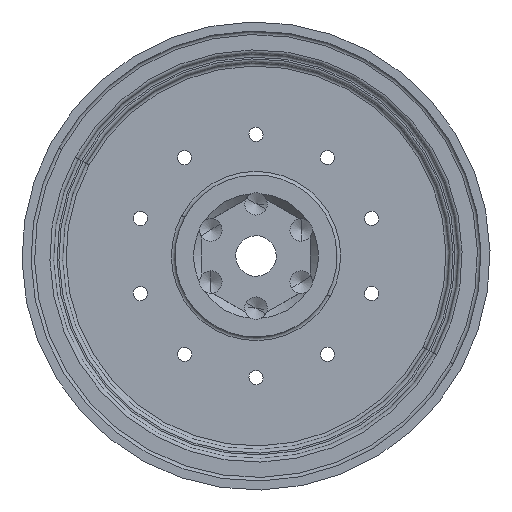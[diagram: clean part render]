
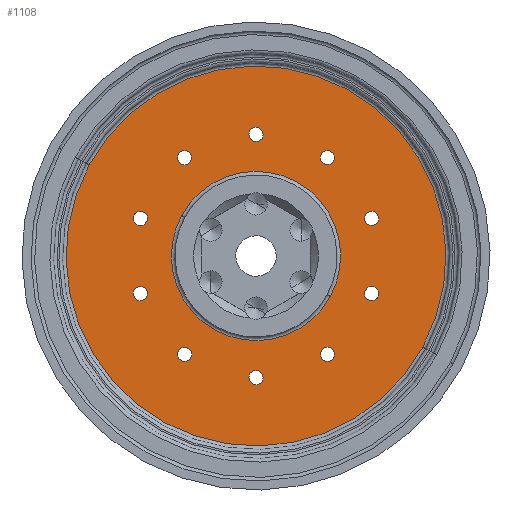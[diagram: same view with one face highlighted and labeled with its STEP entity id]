
A CAD part, left-side view. The second image highlights one B-rep face of the part: STEP entity #1108.
In plain terms, the highlighted planar face has unit normal (-1, 0, 0).
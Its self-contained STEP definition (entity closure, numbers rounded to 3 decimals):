
#867=CARTESIAN_POINT('Vertex',(-6.55,18.517,10.116)) ;
#874=CARTESIAN_POINT('Vertex',(-6.55,-18.517,-10.116)) ;
#877=CARTESIAN_POINT('Axis2P3D Location',(-6.55,0.,0.)) ;
#889=CARTESIAN_POINT('Axis2P3D Location',(-6.55,0.,0.)) ;
#901=CARTESIAN_POINT('Axis2P3D Location',(-6.55,-9.4,0.)) ;
#910=CARTESIAN_POINT('Axis2P3D Location',(-6.55,0.,13.5)) ;
#914=CARTESIAN_POINT('Vertex',(-6.55,0.688,13.124)) ;
#916=CARTESIAN_POINT('Vertex',(-6.55,-0.688,13.876)) ;
#919=CARTESIAN_POINT('Axis2P3D Location',(-6.55,0.,13.5)) ;
#928=CARTESIAN_POINT('Axis2P3D Location',(-6.55,0.,0.)) ;
#932=CARTESIAN_POINT('Vertex',(-6.55,8.249,4.507)) ;
#934=CARTESIAN_POINT('Vertex',(-6.55,-8.249,-4.507)) ;
#937=CARTESIAN_POINT('Axis2P3D Location',(-6.55,0.,0.)) ;
#946=CARTESIAN_POINT('Axis2P3D Location',(-6.55,-7.935,10.922)) ;
#950=CARTESIAN_POINT('Vertex',(-6.55,-8.712,10.821)) ;
#952=CARTESIAN_POINT('Vertex',(-6.55,-7.158,11.022)) ;
#955=CARTESIAN_POINT('Axis2P3D Location',(-6.55,-7.935,10.922)) ;
#964=CARTESIAN_POINT('Axis2P3D Location',(-6.55,-12.839,4.172)) ;
#968=CARTESIAN_POINT('Vertex',(-6.55,-13.409,3.634)) ;
#970=CARTESIAN_POINT('Vertex',(-6.55,-12.27,4.71)) ;
#973=CARTESIAN_POINT('Axis2P3D Location',(-6.55,-12.839,4.172)) ;
#982=CARTESIAN_POINT('Axis2P3D Location',(-6.55,-12.839,-4.172)) ;
#986=CARTESIAN_POINT('Vertex',(-6.55,-12.984,-4.942)) ;
#988=CARTESIAN_POINT('Vertex',(-6.55,-12.694,-3.402)) ;
#991=CARTESIAN_POINT('Axis2P3D Location',(-6.55,-12.839,-4.172)) ;
#1000=CARTESIAN_POINT('Axis2P3D Location',(-6.55,-7.935,-10.922)) ;
#1004=CARTESIAN_POINT('Vertex',(-6.55,-7.6,-11.63)) ;
#1006=CARTESIAN_POINT('Vertex',(-6.55,-8.271,-10.214)) ;
#1009=CARTESIAN_POINT('Axis2P3D Location',(-6.55,-7.935,-10.922)) ;
#1018=CARTESIAN_POINT('Axis2P3D Location',(-6.55,0.,-13.5)) ;
#1022=CARTESIAN_POINT('Vertex',(-6.55,0.688,-13.876)) ;
#1024=CARTESIAN_POINT('Vertex',(-6.55,-0.688,-13.124)) ;
#1027=CARTESIAN_POINT('Axis2P3D Location',(-6.55,0.,-13.5)) ;
#1036=CARTESIAN_POINT('Axis2P3D Location',(-6.55,7.935,-10.922)) ;
#1040=CARTESIAN_POINT('Vertex',(-6.55,8.712,-10.821)) ;
#1042=CARTESIAN_POINT('Vertex',(-6.55,7.158,-11.022)) ;
#1045=CARTESIAN_POINT('Axis2P3D Location',(-6.55,7.935,-10.922)) ;
#1054=CARTESIAN_POINT('Axis2P3D Location',(-6.55,12.839,-4.172)) ;
#1058=CARTESIAN_POINT('Vertex',(-6.55,13.409,-3.634)) ;
#1060=CARTESIAN_POINT('Vertex',(-6.55,12.27,-4.71)) ;
#1063=CARTESIAN_POINT('Axis2P3D Location',(-6.55,12.839,-4.172)) ;
#1072=CARTESIAN_POINT('Axis2P3D Location',(-6.55,12.839,4.172)) ;
#1076=CARTESIAN_POINT('Vertex',(-6.55,12.984,4.942)) ;
#1078=CARTESIAN_POINT('Vertex',(-6.55,12.694,3.402)) ;
#1081=CARTESIAN_POINT('Axis2P3D Location',(-6.55,12.839,4.172)) ;
#1090=CARTESIAN_POINT('Axis2P3D Location',(-6.55,7.935,10.922)) ;
#1094=CARTESIAN_POINT('Vertex',(-6.55,7.6,11.63)) ;
#1096=CARTESIAN_POINT('Vertex',(-6.55,8.271,10.214)) ;
#1099=CARTESIAN_POINT('Axis2P3D Location',(-6.55,7.935,10.922)) ;
#878=DIRECTION('Axis2P3D Direction',(1.,0.,0.)) ;
#890=DIRECTION('Axis2P3D Direction',(1.,0.,0.)) ;
#902=DIRECTION('Axis2P3D Direction',(1.,0.,0.)) ;
#903=DIRECTION('Axis2P3D XDirection',(0.,1.,0.)) ;
#911=DIRECTION('Axis2P3D Direction',(1.,0.,0.)) ;
#920=DIRECTION('Axis2P3D Direction',(1.,0.,0.)) ;
#929=DIRECTION('Axis2P3D Direction',(1.,0.,0.)) ;
#938=DIRECTION('Axis2P3D Direction',(1.,0.,0.)) ;
#947=DIRECTION('Axis2P3D Direction',(1.,0.,0.)) ;
#956=DIRECTION('Axis2P3D Direction',(1.,0.,0.)) ;
#965=DIRECTION('Axis2P3D Direction',(1.,0.,0.)) ;
#974=DIRECTION('Axis2P3D Direction',(1.,0.,0.)) ;
#983=DIRECTION('Axis2P3D Direction',(1.,0.,0.)) ;
#992=DIRECTION('Axis2P3D Direction',(1.,0.,0.)) ;
#1001=DIRECTION('Axis2P3D Direction',(1.,0.,0.)) ;
#1010=DIRECTION('Axis2P3D Direction',(1.,0.,0.)) ;
#1019=DIRECTION('Axis2P3D Direction',(1.,0.,0.)) ;
#1028=DIRECTION('Axis2P3D Direction',(1.,0.,0.)) ;
#1037=DIRECTION('Axis2P3D Direction',(1.,0.,0.)) ;
#1046=DIRECTION('Axis2P3D Direction',(1.,0.,0.)) ;
#1055=DIRECTION('Axis2P3D Direction',(1.,0.,0.)) ;
#1064=DIRECTION('Axis2P3D Direction',(1.,0.,0.)) ;
#1073=DIRECTION('Axis2P3D Direction',(1.,0.,0.)) ;
#1082=DIRECTION('Axis2P3D Direction',(1.,0.,0.)) ;
#1091=DIRECTION('Axis2P3D Direction',(1.,0.,0.)) ;
#1100=DIRECTION('Axis2P3D Direction',(1.,0.,0.)) ;
#879=AXIS2_PLACEMENT_3D('Circle Axis2P3D',#877,#878,$) ;
#891=AXIS2_PLACEMENT_3D('Circle Axis2P3D',#889,#890,$) ;
#904=AXIS2_PLACEMENT_3D('Plane Axis2P3D',#901,#902,#903) ;
#912=AXIS2_PLACEMENT_3D('Circle Axis2P3D',#910,#911,$) ;
#921=AXIS2_PLACEMENT_3D('Circle Axis2P3D',#919,#920,$) ;
#930=AXIS2_PLACEMENT_3D('Circle Axis2P3D',#928,#929,$) ;
#939=AXIS2_PLACEMENT_3D('Circle Axis2P3D',#937,#938,$) ;
#948=AXIS2_PLACEMENT_3D('Circle Axis2P3D',#946,#947,$) ;
#957=AXIS2_PLACEMENT_3D('Circle Axis2P3D',#955,#956,$) ;
#966=AXIS2_PLACEMENT_3D('Circle Axis2P3D',#964,#965,$) ;
#975=AXIS2_PLACEMENT_3D('Circle Axis2P3D',#973,#974,$) ;
#984=AXIS2_PLACEMENT_3D('Circle Axis2P3D',#982,#983,$) ;
#993=AXIS2_PLACEMENT_3D('Circle Axis2P3D',#991,#992,$) ;
#1002=AXIS2_PLACEMENT_3D('Circle Axis2P3D',#1000,#1001,$) ;
#1011=AXIS2_PLACEMENT_3D('Circle Axis2P3D',#1009,#1010,$) ;
#1020=AXIS2_PLACEMENT_3D('Circle Axis2P3D',#1018,#1019,$) ;
#1029=AXIS2_PLACEMENT_3D('Circle Axis2P3D',#1027,#1028,$) ;
#1038=AXIS2_PLACEMENT_3D('Circle Axis2P3D',#1036,#1037,$) ;
#1047=AXIS2_PLACEMENT_3D('Circle Axis2P3D',#1045,#1046,$) ;
#1056=AXIS2_PLACEMENT_3D('Circle Axis2P3D',#1054,#1055,$) ;
#1065=AXIS2_PLACEMENT_3D('Circle Axis2P3D',#1063,#1064,$) ;
#1074=AXIS2_PLACEMENT_3D('Circle Axis2P3D',#1072,#1073,$) ;
#1083=AXIS2_PLACEMENT_3D('Circle Axis2P3D',#1081,#1082,$) ;
#1092=AXIS2_PLACEMENT_3D('Circle Axis2P3D',#1090,#1091,$) ;
#1101=AXIS2_PLACEMENT_3D('Circle Axis2P3D',#1099,#1100,$) ;
#907=ORIENTED_EDGE('',*,*,#881,.F.) ;
#908=ORIENTED_EDGE('',*,*,#893,.F.) ;
#925=ORIENTED_EDGE('',*,*,#918,.T.) ;
#926=ORIENTED_EDGE('',*,*,#923,.T.) ;
#943=ORIENTED_EDGE('',*,*,#936,.T.) ;
#944=ORIENTED_EDGE('',*,*,#941,.T.) ;
#961=ORIENTED_EDGE('',*,*,#954,.T.) ;
#962=ORIENTED_EDGE('',*,*,#959,.T.) ;
#979=ORIENTED_EDGE('',*,*,#972,.T.) ;
#980=ORIENTED_EDGE('',*,*,#977,.T.) ;
#997=ORIENTED_EDGE('',*,*,#990,.T.) ;
#998=ORIENTED_EDGE('',*,*,#995,.T.) ;
#1015=ORIENTED_EDGE('',*,*,#1008,.T.) ;
#1016=ORIENTED_EDGE('',*,*,#1013,.T.) ;
#1033=ORIENTED_EDGE('',*,*,#1026,.T.) ;
#1034=ORIENTED_EDGE('',*,*,#1031,.T.) ;
#1051=ORIENTED_EDGE('',*,*,#1044,.T.) ;
#1052=ORIENTED_EDGE('',*,*,#1049,.T.) ;
#1069=ORIENTED_EDGE('',*,*,#1062,.T.) ;
#1070=ORIENTED_EDGE('',*,*,#1067,.T.) ;
#1087=ORIENTED_EDGE('',*,*,#1080,.T.) ;
#1088=ORIENTED_EDGE('',*,*,#1085,.T.) ;
#1105=ORIENTED_EDGE('',*,*,#1098,.T.) ;
#1106=ORIENTED_EDGE('',*,*,#1103,.T.) ;
#927=FACE_BOUND('',#924,.T.) ;
#945=FACE_BOUND('',#942,.T.) ;
#963=FACE_BOUND('',#960,.T.) ;
#981=FACE_BOUND('',#978,.T.) ;
#999=FACE_BOUND('',#996,.T.) ;
#1017=FACE_BOUND('',#1014,.T.) ;
#1035=FACE_BOUND('',#1032,.T.) ;
#1053=FACE_BOUND('',#1050,.T.) ;
#1071=FACE_BOUND('',#1068,.T.) ;
#1089=FACE_BOUND('',#1086,.T.) ;
#1107=FACE_BOUND('',#1104,.T.) ;
#1108=ADVANCED_FACE('Corps principal',(#909,#927,#945,#963,#981,#999,#1017,#1035,#1053,#1071,#1089,#1107),#905,.F.) ;
#880=CIRCLE('generated circle',#879,21.1) ;
#892=CIRCLE('generated circle',#891,21.1) ;
#913=CIRCLE('generated circle',#912,0.784) ;
#922=CIRCLE('generated circle',#921,0.784) ;
#931=CIRCLE('generated circle',#930,9.4) ;
#940=CIRCLE('generated circle',#939,9.4) ;
#949=CIRCLE('generated circle',#948,0.784) ;
#958=CIRCLE('generated circle',#957,0.784) ;
#967=CIRCLE('generated circle',#966,0.784) ;
#976=CIRCLE('generated circle',#975,0.784) ;
#985=CIRCLE('generated circle',#984,0.784) ;
#994=CIRCLE('generated circle',#993,0.784) ;
#1003=CIRCLE('generated circle',#1002,0.784) ;
#1012=CIRCLE('generated circle',#1011,0.784) ;
#1021=CIRCLE('generated circle',#1020,0.784) ;
#1030=CIRCLE('generated circle',#1029,0.784) ;
#1039=CIRCLE('generated circle',#1038,0.784) ;
#1048=CIRCLE('generated circle',#1047,0.784) ;
#1057=CIRCLE('generated circle',#1056,0.784) ;
#1066=CIRCLE('generated circle',#1065,0.784) ;
#1075=CIRCLE('generated circle',#1074,0.784) ;
#1084=CIRCLE('generated circle',#1083,0.784) ;
#1093=CIRCLE('generated circle',#1092,0.784) ;
#1102=CIRCLE('generated circle',#1101,0.784) ;
#881=EDGE_CURVE('',#875,#868,#880,.T.) ;
#893=EDGE_CURVE('',#868,#875,#892,.T.) ;
#918=EDGE_CURVE('',#915,#917,#913,.T.) ;
#923=EDGE_CURVE('',#917,#915,#922,.T.) ;
#936=EDGE_CURVE('',#933,#935,#931,.T.) ;
#941=EDGE_CURVE('',#935,#933,#940,.T.) ;
#954=EDGE_CURVE('',#951,#953,#949,.T.) ;
#959=EDGE_CURVE('',#953,#951,#958,.T.) ;
#972=EDGE_CURVE('',#969,#971,#967,.T.) ;
#977=EDGE_CURVE('',#971,#969,#976,.T.) ;
#990=EDGE_CURVE('',#987,#989,#985,.T.) ;
#995=EDGE_CURVE('',#989,#987,#994,.T.) ;
#1008=EDGE_CURVE('',#1005,#1007,#1003,.T.) ;
#1013=EDGE_CURVE('',#1007,#1005,#1012,.T.) ;
#1026=EDGE_CURVE('',#1023,#1025,#1021,.T.) ;
#1031=EDGE_CURVE('',#1025,#1023,#1030,.T.) ;
#1044=EDGE_CURVE('',#1041,#1043,#1039,.T.) ;
#1049=EDGE_CURVE('',#1043,#1041,#1048,.T.) ;
#1062=EDGE_CURVE('',#1059,#1061,#1057,.T.) ;
#1067=EDGE_CURVE('',#1061,#1059,#1066,.T.) ;
#1080=EDGE_CURVE('',#1077,#1079,#1075,.T.) ;
#1085=EDGE_CURVE('',#1079,#1077,#1084,.T.) ;
#1098=EDGE_CURVE('',#1095,#1097,#1093,.T.) ;
#1103=EDGE_CURVE('',#1097,#1095,#1102,.T.) ;
#906=EDGE_LOOP('',(#907,#908)) ;
#924=EDGE_LOOP('',(#925,#926)) ;
#942=EDGE_LOOP('',(#943,#944)) ;
#960=EDGE_LOOP('',(#961,#962)) ;
#978=EDGE_LOOP('',(#979,#980)) ;
#996=EDGE_LOOP('',(#997,#998)) ;
#1014=EDGE_LOOP('',(#1015,#1016)) ;
#1032=EDGE_LOOP('',(#1033,#1034)) ;
#1050=EDGE_LOOP('',(#1051,#1052)) ;
#1068=EDGE_LOOP('',(#1069,#1070)) ;
#1086=EDGE_LOOP('',(#1087,#1088)) ;
#1104=EDGE_LOOP('',(#1105,#1106)) ;
#909=FACE_OUTER_BOUND('',#906,.T.) ;
#905=PLANE('Plane',#904) ;
#868=VERTEX_POINT('',#867) ;
#875=VERTEX_POINT('',#874) ;
#915=VERTEX_POINT('',#914) ;
#917=VERTEX_POINT('',#916) ;
#933=VERTEX_POINT('',#932) ;
#935=VERTEX_POINT('',#934) ;
#951=VERTEX_POINT('',#950) ;
#953=VERTEX_POINT('',#952) ;
#969=VERTEX_POINT('',#968) ;
#971=VERTEX_POINT('',#970) ;
#987=VERTEX_POINT('',#986) ;
#989=VERTEX_POINT('',#988) ;
#1005=VERTEX_POINT('',#1004) ;
#1007=VERTEX_POINT('',#1006) ;
#1023=VERTEX_POINT('',#1022) ;
#1025=VERTEX_POINT('',#1024) ;
#1041=VERTEX_POINT('',#1040) ;
#1043=VERTEX_POINT('',#1042) ;
#1059=VERTEX_POINT('',#1058) ;
#1061=VERTEX_POINT('',#1060) ;
#1077=VERTEX_POINT('',#1076) ;
#1079=VERTEX_POINT('',#1078) ;
#1095=VERTEX_POINT('',#1094) ;
#1097=VERTEX_POINT('',#1096) ;
